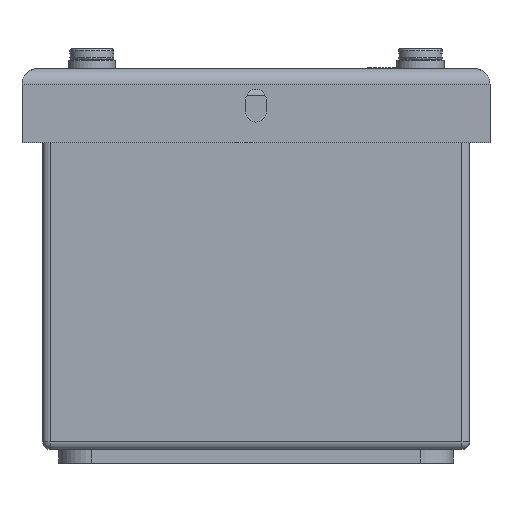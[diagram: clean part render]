
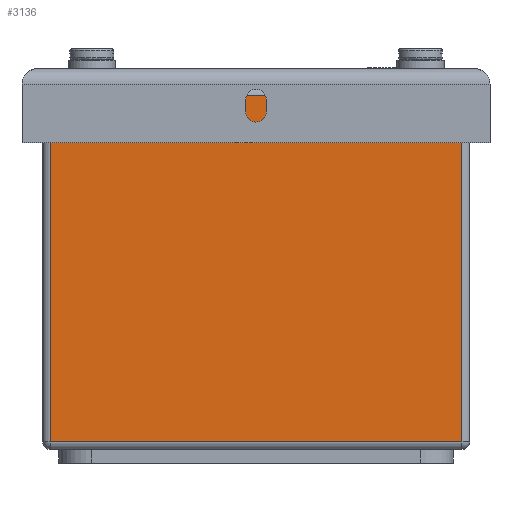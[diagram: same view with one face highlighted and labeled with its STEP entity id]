
A CAD part, left-side view. The second image highlights one B-rep face of the part: STEP entity #3136.
In plain terms, the highlighted planar face has unit normal (-1, 0, 0).
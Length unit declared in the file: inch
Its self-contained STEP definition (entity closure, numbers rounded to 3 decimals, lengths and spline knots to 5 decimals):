
#142 = DIRECTION ( 'NONE',  ( -1., 0., 0. ) ) ;
#1341 = EDGE_CURVE ( 'NONE', #22808, #12805, #9504, .T. ) ;
#1373 = DIRECTION ( 'NONE',  ( 0., 1., 0. ) ) ;
#1588 = FACE_OUTER_BOUND ( 'NONE', #3604, .T. ) ;
#2500 = CARTESIAN_POINT ( 'NONE',  ( 0., 0., 2.75 ) ) ;
#2973 = ORIENTED_EDGE ( 'NONE', *, *, #18122, .T. ) ;
#3136 = ADVANCED_FACE ( 'NONE', ( #1588 ), #11092, .T. ) ;
#3604 = EDGE_LOOP ( 'NONE', ( #2973, #13291, #20102, #13487 ) ) ;
#3716 = VECTOR ( 'NONE', #1373, 39.37008 ) ;
#3896 = DIRECTION ( 'NONE',  ( 0., 0., -1. ) ) ;
#5379 = CARTESIAN_POINT ( 'NONE',  ( 0., 0.06, 2.69 ) ) ;
#5524 = VERTEX_POINT ( 'NONE', #6072 ) ;
#5888 = CARTESIAN_POINT ( 'NONE',  ( 0., 0., 2.69 ) ) ;
#6072 = CARTESIAN_POINT ( 'NONE',  ( 0., 3.19, 2.69 ) ) ;
#7023 = EDGE_CURVE ( 'NONE', #12805, #5524, #13232, .T. ) ;
#9364 = CARTESIAN_POINT ( 'NONE',  ( 0., 0.06, 0.06 ) ) ;
#9504 = LINE ( 'NONE', #21375, #24027 ) ;
#10609 = CARTESIAN_POINT ( 'NONE',  ( 0., 3.19, 0.06 ) ) ;
#11092 = PLANE ( 'NONE',  #14563 ) ;
#12805 = VERTEX_POINT ( 'NONE', #5379 ) ;
#13232 = LINE ( 'NONE', #5888, #3716 ) ;
#13291 = ORIENTED_EDGE ( 'NONE', *, *, #22774, .T. ) ;
#13487 = ORIENTED_EDGE ( 'NONE', *, *, #7023, .T. ) ;
#14332 = DIRECTION ( 'NONE',  ( 0., 0., 1. ) ) ;
#14563 = AXIS2_PLACEMENT_3D ( 'NONE', #2500, #142, #19494 ) ;
#15773 = LINE ( 'NONE', #27664, #21710 ) ;
#15939 = DIRECTION ( 'NONE',  ( 0., -1., 0. ) ) ;
#16402 = LINE ( 'NONE', #25961, #25753 ) ;
#18122 = EDGE_CURVE ( 'NONE', #5524, #27984, #15773, .T. ) ;
#19494 = DIRECTION ( 'NONE',  ( 0., 0., 1. ) ) ;
#20102 = ORIENTED_EDGE ( 'NONE', *, *, #1341, .T. ) ;
#21375 = CARTESIAN_POINT ( 'NONE',  ( 0., 0.06, 2.75 ) ) ;
#21710 = VECTOR ( 'NONE', #3896, 39.37008 ) ;
#22774 = EDGE_CURVE ( 'NONE', #27984, #22808, #16402, .T. ) ;
#22808 = VERTEX_POINT ( 'NONE', #9364 ) ;
#24027 = VECTOR ( 'NONE', #14332, 39.37008 ) ;
#25753 = VECTOR ( 'NONE', #15939, 39.37008 ) ;
#25961 = CARTESIAN_POINT ( 'NONE',  ( 0., 0., 0.06 ) ) ;
#27664 = CARTESIAN_POINT ( 'NONE',  ( 0., 3.19, 2.75 ) ) ;
#27984 = VERTEX_POINT ( 'NONE', #10609 ) ;
